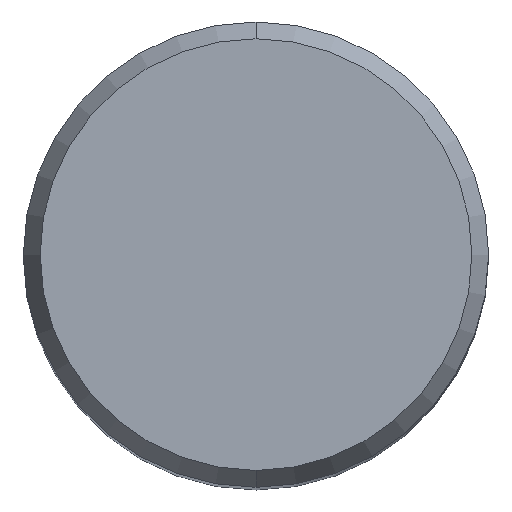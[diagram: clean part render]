
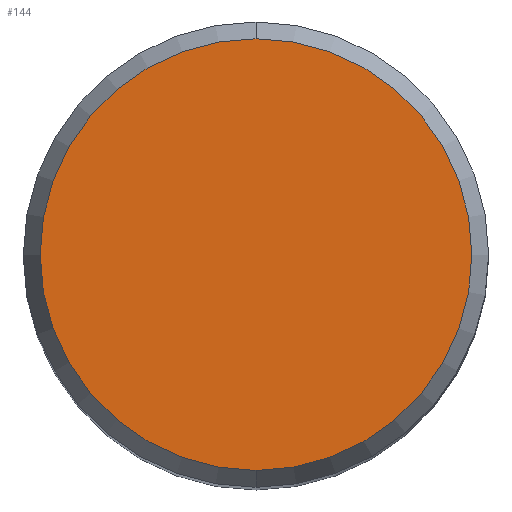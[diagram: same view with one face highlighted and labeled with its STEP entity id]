
A CAD part, top view. The second image highlights one B-rep face of the part: STEP entity #144.
In plain terms, the highlighted planar face has unit normal (0, 0, 1).
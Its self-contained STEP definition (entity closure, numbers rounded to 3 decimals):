
#76=VERTEX_POINT('',#183);
#78=VERTEX_POINT('',#185);
#116=EDGE_CURVE('',#78,#76,#228,.T.);
#124=EDGE_CURVE('',#76,#78,#238,.T.);
#144=ADVANCED_FACE('',(#259),#260,.T.);
#183=CARTESIAN_POINT('',(0.0,8.837,0.));
#185=CARTESIAN_POINT('',(0.,-8.837,0.));
#228=CIRCLE('',#345,8.837);
#238=CIRCLE('',#357,8.837);
#259=FACE_OUTER_BOUND('',#389,.T.);
#260=PLANE('',#390);
#345=AXIS2_PLACEMENT_3D('',#480,#481,#482);
#357=AXIS2_PLACEMENT_3D('',#500,#501,#502);
#389=EDGE_LOOP('',(#520,#521));
#390=AXIS2_PLACEMENT_3D('',#522,#523,#524);
#480=CARTESIAN_POINT('',(0.0,0.0,0.));
#481=DIRECTION('',(0.0,0.0,-1.0));
#482=DIRECTION('',(0.0,1.0,0.0));
#500=CARTESIAN_POINT('',(0.0,0.0,0.));
#501=DIRECTION('',(0.0,0.0,-1.0));
#502=DIRECTION('',(0.0,1.0,0.0));
#520=ORIENTED_EDGE('',*,*,#124,.F.);
#521=ORIENTED_EDGE('',*,*,#116,.F.);
#522=CARTESIAN_POINT('',(0.0,4.419,0.));
#523=DIRECTION('',(-0.0,0.0,1.0));
#524=DIRECTION('',(0.0,-1.0,0.0));
